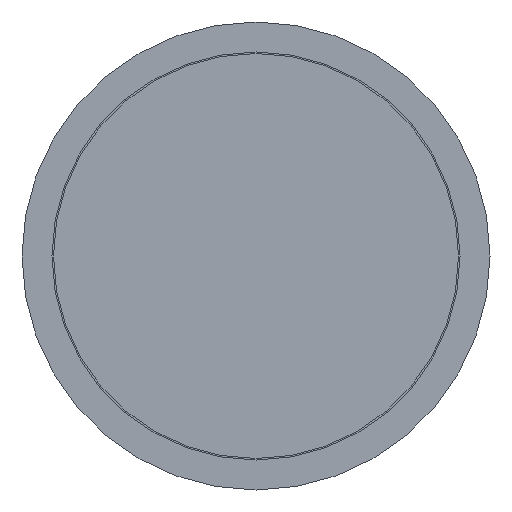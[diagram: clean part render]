
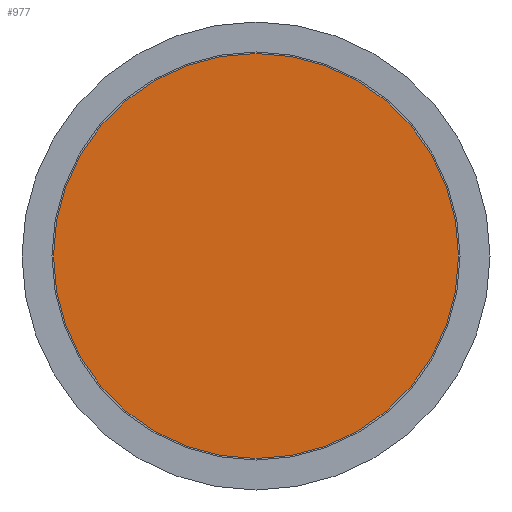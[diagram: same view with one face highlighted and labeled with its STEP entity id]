
A CAD part, front view. The second image highlights one B-rep face of the part: STEP entity #977.
In plain terms, the highlighted planar face has unit normal (0, -1, 0).
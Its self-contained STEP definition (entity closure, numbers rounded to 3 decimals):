
#20 = EDGE_LOOP ( 'NONE', ( #240 ) ) ;
#67 = VERTEX_POINT ( 'NONE', #590 ) ;
#214 = AXIS2_PLACEMENT_3D ( 'NONE', #752, #832, #445 ) ;
#240 = ORIENTED_EDGE ( 'NONE', *, *, #401, .T. ) ;
#251 = DIRECTION ( 'NONE',  ( 0., -1., 0. ) ) ;
#323 = CARTESIAN_POINT ( 'NONE',  ( 0., 0., 0. ) ) ;
#360 = FACE_OUTER_BOUND ( 'NONE', #20, .T. ) ;
#401 = EDGE_CURVE ( 'NONE', #67, #67, #965, .T. ) ;
#445 = DIRECTION ( 'NONE',  ( 0., 0., 1. ) ) ;
#523 = PLANE ( 'NONE',  #214 ) ;
#590 = CARTESIAN_POINT ( 'NONE',  ( 0., 0., -33.75 ) ) ;
#629 = DIRECTION ( 'NONE',  ( 0., 0., -1. ) ) ;
#752 = CARTESIAN_POINT ( 'NONE',  ( -33.75, 0., 0. ) ) ;
#789 = AXIS2_PLACEMENT_3D ( 'NONE', #323, #251, #629 ) ;
#832 = DIRECTION ( 'NONE',  ( 0., 1., 0. ) ) ;
#965 = CIRCLE ( 'NONE', #789, 33.75 ) ;
#977 = ADVANCED_FACE ( 'NONE', ( #360 ), #523, .F. ) ;
